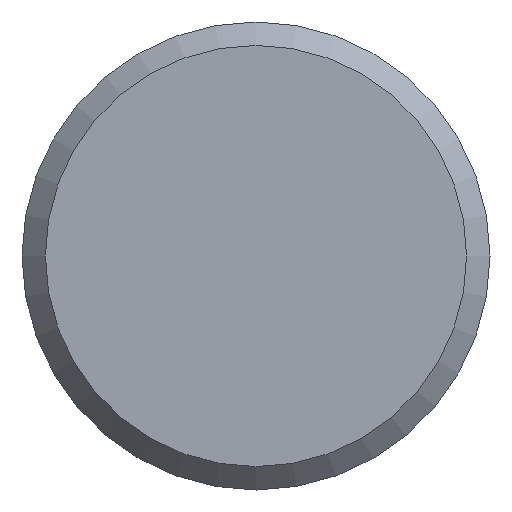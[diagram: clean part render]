
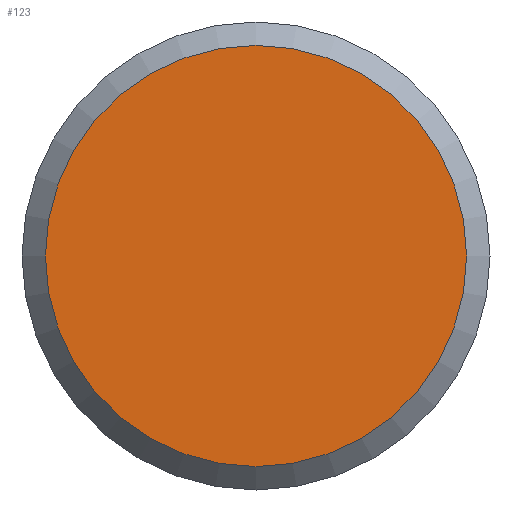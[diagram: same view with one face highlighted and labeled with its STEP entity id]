
A CAD part, front view. The second image highlights one B-rep face of the part: STEP entity #123.
In plain terms, the highlighted planar face has unit normal (0, -1, 0).
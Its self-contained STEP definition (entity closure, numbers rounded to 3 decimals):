
#23=PLANE('',#150);
#31=ORIENTED_EDGE('',*,*,#50,.T.);
#50=EDGE_CURVE('',#60,#60,#70,.F.);
#60=VERTEX_POINT('',#221);
#70=CIRCLE('',#151,3.6);
#81=EDGE_LOOP('',(#31));
#101=FACE_BOUND('',#81,.T.);
#123=ADVANCED_FACE('',(#101),#23,.F.);
#150=AXIS2_PLACEMENT_3D('',#219,#178,#179);
#151=AXIS2_PLACEMENT_3D('',#220,#180,#181);
#178=DIRECTION('',(0.,1.,0.));
#179=DIRECTION('',(0.,0.,1.));
#180=DIRECTION('',(0.,1.,0.));
#181=DIRECTION('',(0.,0.,1.));
#219=CARTESIAN_POINT('',(0.,0.,0.));
#220=CARTESIAN_POINT('',(0.,0.,0.));
#221=CARTESIAN_POINT('',(0.,0.,3.6));
